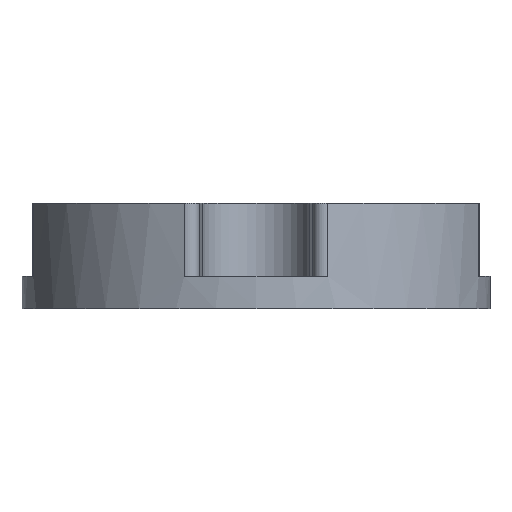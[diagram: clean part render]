
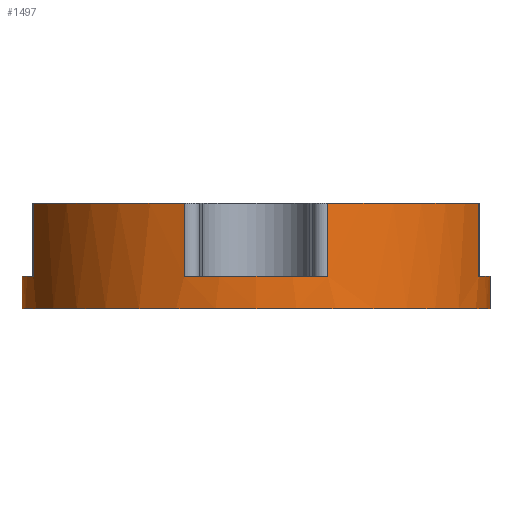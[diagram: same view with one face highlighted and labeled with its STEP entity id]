
A CAD part, front view. The second image highlights one B-rep face of the part: STEP entity #1497.
In plain terms, the highlighted cylindrical face has radius 12.7 mm (diameter 25.4 mm), a partial arc.
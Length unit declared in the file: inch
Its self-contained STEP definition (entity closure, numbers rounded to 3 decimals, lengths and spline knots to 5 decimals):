
#16 = DIRECTION ( 'NONE',  ( 0., 0., 1. ) ) ;
#18 = CARTESIAN_POINT ( 'NONE',  ( -0.5, 0., -0.04375 ) ) ;
#32 = CARTESIAN_POINT ( 'NONE',  ( -0.15364, -0.47581, -0.04375 ) ) ;
#36 = CARTESIAN_POINT ( 'NONE',  ( 0.15364, -0.47581, 0.1125 ) ) ;
#103 = VERTEX_POINT ( 'NONE', #36 ) ;
#148 = CARTESIAN_POINT ( 'NONE',  ( 0.15364, -0.47581, 0.1125 ) ) ;
#163 = AXIS2_PLACEMENT_3D ( 'NONE', #751, #1187, #1797 ) ;
#208 = CARTESIAN_POINT ( 'NONE',  ( 0.5, 0., -0.1125 ) ) ;
#218 = LINE ( 'NONE', #553, #1558 ) ;
#223 = VERTEX_POINT ( 'NONE', #679 ) ;
#237 = FACE_OUTER_BOUND ( 'NONE', #1080, .T. ) ;
#254 = CARTESIAN_POINT ( 'NONE',  ( 0.5, 0., 0.1125 ) ) ;
#264 = AXIS2_PLACEMENT_3D ( 'NONE', #344, #903, #485 ) ;
#267 = CARTESIAN_POINT ( 'NONE',  ( 0., 0., -0.04375 ) ) ;
#298 = CARTESIAN_POINT ( 'NONE',  ( 0., 0., 0.1125 ) ) ;
#324 = LINE ( 'NONE', #512, #1264 ) ;
#344 = CARTESIAN_POINT ( 'NONE',  ( 0., 0., 0.1125 ) ) ;
#352 = AXIS2_PLACEMENT_3D ( 'NONE', #1584, #1279, #1435 ) ;
#358 = ORIENTED_EDGE ( 'NONE', *, *, #1337, .T. ) ;
#418 = CARTESIAN_POINT ( 'NONE',  ( 0., 0., -0.1125 ) ) ;
#440 = EDGE_CURVE ( 'NONE', #689, #776, #862, .T. ) ;
#457 = ORIENTED_EDGE ( 'NONE', *, *, #1474, .T. ) ;
#485 = DIRECTION ( 'NONE',  ( 1., 0., 0. ) ) ;
#497 = EDGE_CURVE ( 'NONE', #223, #1072, #942, .T. ) ;
#504 = VERTEX_POINT ( 'NONE', #1419 ) ;
#512 = CARTESIAN_POINT ( 'NONE',  ( -0.5, 0., 0.1125 ) ) ;
#517 = CIRCLE ( 'NONE', #620, 0.5 ) ;
#535 = DIRECTION ( 'NONE',  ( 1., 0., 0. ) ) ;
#540 = VECTOR ( 'NONE', #597, 39.37008 ) ;
#542 = VECTOR ( 'NONE', #1888, 39.37008 ) ;
#545 = VERTEX_POINT ( 'NONE', #1590 ) ;
#553 = CARTESIAN_POINT ( 'NONE',  ( -0.47581, -0.15364, 0.1125 ) ) ;
#574 = DIRECTION ( 'NONE',  ( 1., 0., 0. ) ) ;
#577 = CARTESIAN_POINT ( 'NONE',  ( -0.15364, -0.47581, 0.1125 ) ) ;
#583 = VERTEX_POINT ( 'NONE', #1141 ) ;
#587 = VECTOR ( 'NONE', #1299, 39.37008 ) ;
#597 = DIRECTION ( 'NONE',  ( 0., 0., 1. ) ) ;
#620 = AXIS2_PLACEMENT_3D ( 'NONE', #267, #690, #971 ) ;
#669 = CARTESIAN_POINT ( 'NONE',  ( 0.47581, -0.15364, 0.1125 ) ) ;
#675 = CARTESIAN_POINT ( 'NONE',  ( 0.5, 0., -0.04375 ) ) ;
#679 = CARTESIAN_POINT ( 'NONE',  ( -0.5, 0., -0.1125 ) ) ;
#683 = AXIS2_PLACEMENT_3D ( 'NONE', #972, #982, #535 ) ;
#687 = VERTEX_POINT ( 'NONE', #32 ) ;
#689 = VERTEX_POINT ( 'NONE', #18 ) ;
#690 = DIRECTION ( 'NONE',  ( 0., 0., 1. ) ) ;
#707 = CIRCLE ( 'NONE', #1566, 0.5 ) ;
#751 = CARTESIAN_POINT ( 'NONE',  ( 0., 0., -0.04375 ) ) ;
#776 = VERTEX_POINT ( 'NONE', #1786 ) ;
#782 = EDGE_CURVE ( 'NONE', #103, #913, #1717, .T. ) ;
#802 = EDGE_CURVE ( 'NONE', #1733, #1072, #1639, .T. ) ;
#834 = CARTESIAN_POINT ( 'NONE',  ( -0.15364, -0.47581, 0.1125 ) ) ;
#862 = CIRCLE ( 'NONE', #163, 0.5 ) ;
#890 = ORIENTED_EDGE ( 'NONE', *, *, #802, .F. ) ;
#903 = DIRECTION ( 'NONE',  ( 0., 0., 1. ) ) ;
#913 = VERTEX_POINT ( 'NONE', #669 ) ;
#925 = EDGE_CURVE ( 'NONE', #687, #545, #517, .T. ) ;
#930 = VERTEX_POINT ( 'NONE', #834 ) ;
#942 = CIRCLE ( 'NONE', #1745, 0.5 ) ;
#971 = DIRECTION ( 'NONE',  ( 1., 0., 0. ) ) ;
#972 = CARTESIAN_POINT ( 'NONE',  ( 0., 0., -0.04375 ) ) ;
#974 = LINE ( 'NONE', #577, #587 ) ;
#982 = DIRECTION ( 'NONE',  ( 0., 0., 1. ) ) ;
#1020 = DIRECTION ( 'NONE',  ( 1., 0., 0. ) ) ;
#1072 = VERTEX_POINT ( 'NONE', #208 ) ;
#1080 = EDGE_LOOP ( 'NONE', ( #890, #1102, #457, #1394, #1153, #1358, #358, #1648, #1291, #1385, #1853, #1222 ) ) ;
#1102 = ORIENTED_EDGE ( 'NONE', *, *, #1701, .F. ) ;
#1127 = CYLINDRICAL_SURFACE ( 'NONE', #352, 0.5 ) ;
#1141 = CARTESIAN_POINT ( 'NONE',  ( 0.47581, -0.15364, -0.04375 ) ) ;
#1153 = ORIENTED_EDGE ( 'NONE', *, *, #1486, .T. ) ;
#1187 = DIRECTION ( 'NONE',  ( 0., 0., 1. ) ) ;
#1222 = ORIENTED_EDGE ( 'NONE', *, *, #497, .T. ) ;
#1264 = VECTOR ( 'NONE', #1392, 39.37008 ) ;
#1275 = DIRECTION ( 'NONE',  ( 0., 0., 1. ) ) ;
#1279 = DIRECTION ( 'NONE',  ( 0., 0., -1. ) ) ;
#1291 = ORIENTED_EDGE ( 'NONE', *, *, #1729, .T. ) ;
#1293 = EDGE_CURVE ( 'NONE', #504, #930, #707, .T. ) ;
#1299 = DIRECTION ( 'NONE',  ( 0., 0., 1. ) ) ;
#1313 = LINE ( 'NONE', #1473, #540 ) ;
#1337 = EDGE_CURVE ( 'NONE', #687, #930, #974, .T. ) ;
#1358 = ORIENTED_EDGE ( 'NONE', *, *, #925, .F. ) ;
#1372 = DIRECTION ( 'NONE',  ( 0., 0., -1. ) ) ;
#1374 = CIRCLE ( 'NONE', #683, 0.5 ) ;
#1385 = ORIENTED_EDGE ( 'NONE', *, *, #440, .F. ) ;
#1392 = DIRECTION ( 'NONE',  ( 0., 0., -1. ) ) ;
#1394 = ORIENTED_EDGE ( 'NONE', *, *, #782, .F. ) ;
#1398 = DIRECTION ( 'NONE',  ( 0., 0., -1. ) ) ;
#1419 = CARTESIAN_POINT ( 'NONE',  ( -0.47581, -0.15364, 0.1125 ) ) ;
#1435 = DIRECTION ( 'NONE',  ( -1., 0., 0. ) ) ;
#1473 = CARTESIAN_POINT ( 'NONE',  ( 0.47581, -0.15364, 0.1125 ) ) ;
#1474 = EDGE_CURVE ( 'NONE', #583, #913, #1313, .T. ) ;
#1486 = EDGE_CURVE ( 'NONE', #103, #545, #1871, .T. ) ;
#1497 = ADVANCED_FACE ( 'NONE', ( #237 ), #1127, .T. ) ;
#1558 = VECTOR ( 'NONE', #1398, 39.37008 ) ;
#1566 = AXIS2_PLACEMENT_3D ( 'NONE', #298, #16, #1020 ) ;
#1584 = CARTESIAN_POINT ( 'NONE',  ( 0., 0., 0.1125 ) ) ;
#1590 = CARTESIAN_POINT ( 'NONE',  ( 0.15364, -0.47581, -0.04375 ) ) ;
#1639 = LINE ( 'NONE', #254, #1789 ) ;
#1648 = ORIENTED_EDGE ( 'NONE', *, *, #1293, .F. ) ;
#1669 = EDGE_CURVE ( 'NONE', #689, #223, #324, .T. ) ;
#1701 = EDGE_CURVE ( 'NONE', #583, #1733, #1374, .T. ) ;
#1717 = CIRCLE ( 'NONE', #264, 0.5 ) ;
#1729 = EDGE_CURVE ( 'NONE', #504, #776, #218, .T. ) ;
#1733 = VERTEX_POINT ( 'NONE', #675 ) ;
#1745 = AXIS2_PLACEMENT_3D ( 'NONE', #418, #1275, #574 ) ;
#1786 = CARTESIAN_POINT ( 'NONE',  ( -0.47581, -0.15364, -0.04375 ) ) ;
#1789 = VECTOR ( 'NONE', #1372, 39.37008 ) ;
#1797 = DIRECTION ( 'NONE',  ( 1., 0., 0. ) ) ;
#1853 = ORIENTED_EDGE ( 'NONE', *, *, #1669, .T. ) ;
#1871 = LINE ( 'NONE', #148, #542 ) ;
#1888 = DIRECTION ( 'NONE',  ( 0., 0., -1. ) ) ;
